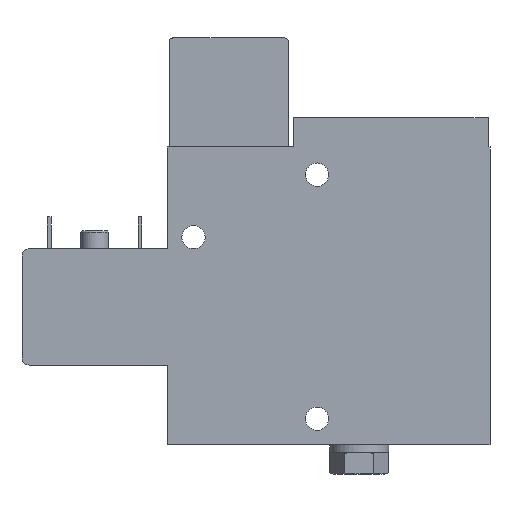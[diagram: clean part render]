
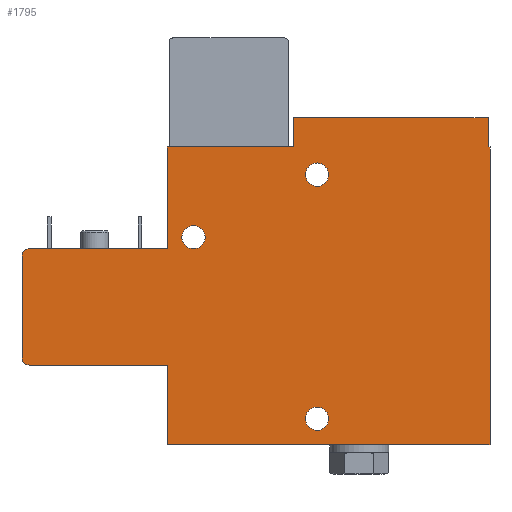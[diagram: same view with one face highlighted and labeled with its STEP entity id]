
A CAD part, left-side view. The second image highlights one B-rep face of the part: STEP entity #1795.
In plain terms, the highlighted face is planar.
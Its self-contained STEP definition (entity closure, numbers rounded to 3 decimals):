
#109=CIRCLE('',#1916,1.);
#110=CIRCLE('',#1917,1.);
#111=CIRCLE('',#1918,1.6);
#112=CIRCLE('',#1919,1.6);
#113=CIRCLE('',#1920,1.6);
#227=ORIENTED_EDGE('',*,*,#540,.F.);
#228=ORIENTED_EDGE('',*,*,#571,.F.);
#229=ORIENTED_EDGE('',*,*,#572,.F.);
#230=ORIENTED_EDGE('',*,*,#573,.F.);
#231=ORIENTED_EDGE('',*,*,#538,.F.);
#232=ORIENTED_EDGE('',*,*,#543,.F.);
#233=ORIENTED_EDGE('',*,*,#522,.F.);
#234=ORIENTED_EDGE('',*,*,#574,.F.);
#235=ORIENTED_EDGE('',*,*,#575,.F.);
#236=ORIENTED_EDGE('',*,*,#576,.F.);
#237=ORIENTED_EDGE('',*,*,#577,.F.);
#238=ORIENTED_EDGE('',*,*,#548,.F.);
#239=ORIENTED_EDGE('',*,*,#559,.F.);
#240=ORIENTED_EDGE('',*,*,#553,.F.);
#241=ORIENTED_EDGE('',*,*,#578,.F.);
#242=ORIENTED_EDGE('',*,*,#579,.F.);
#243=ORIENTED_EDGE('',*,*,#580,.F.);
#522=EDGE_CURVE('',#700,#701,#826,.T.);
#538=EDGE_CURVE('',#716,#714,#841,.T.);
#540=EDGE_CURVE('',#717,#719,#843,.T.);
#543=EDGE_CURVE('',#701,#716,#846,.T.);
#548=EDGE_CURVE('',#724,#722,#851,.T.);
#553=EDGE_CURVE('',#719,#729,#852,.T.);
#559=EDGE_CURVE('',#729,#724,#855,.T.);
#571=EDGE_CURVE('',#742,#717,#862,.T.);
#572=EDGE_CURVE('',#743,#742,#863,.T.);
#573=EDGE_CURVE('',#714,#743,#864,.T.);
#574=EDGE_CURVE('',#744,#700,#109,.T.);
#575=EDGE_CURVE('',#745,#744,#865,.T.);
#576=EDGE_CURVE('',#746,#745,#110,.T.);
#577=EDGE_CURVE('',#722,#746,#866,.T.);
#578=EDGE_CURVE('',#747,#747,#111,.T.);
#579=EDGE_CURVE('',#748,#748,#112,.T.);
#580=EDGE_CURVE('',#749,#749,#113,.T.);
#700=VERTEX_POINT('',#2487);
#701=VERTEX_POINT('',#2488);
#714=VERTEX_POINT('',#2515);
#716=VERTEX_POINT('',#2519);
#717=VERTEX_POINT('',#2523);
#719=VERTEX_POINT('',#2526);
#722=VERTEX_POINT('',#2536);
#724=VERTEX_POINT('',#2540);
#729=VERTEX_POINT('',#2552);
#742=VERTEX_POINT('',#2586);
#743=VERTEX_POINT('',#2588);
#744=VERTEX_POINT('',#2591);
#745=VERTEX_POINT('',#2593);
#746=VERTEX_POINT('',#2595);
#747=VERTEX_POINT('',#2598);
#748=VERTEX_POINT('',#2600);
#749=VERTEX_POINT('',#2602);
#826=LINE('',#2486,#914);
#841=LINE('',#2520,#929);
#843=LINE('',#2525,#931);
#846=LINE('',#2531,#934);
#851=LINE('',#2541,#939);
#852=LINE('',#2551,#940);
#855=LINE('',#2563,#943);
#862=LINE('',#2585,#950);
#863=LINE('',#2587,#951);
#864=LINE('',#2589,#952);
#865=LINE('',#2592,#953);
#866=LINE('',#2596,#954);
#914=VECTOR('',#2066,1000.);
#929=VECTOR('',#2085,1000.);
#931=VECTOR('',#2089,1000.);
#934=VECTOR('',#2094,1000.);
#939=VECTOR('',#2101,1000.);
#940=VECTOR('',#2112,1000.);
#943=VECTOR('',#2123,1000.);
#950=VECTOR('',#2144,1000.);
#951=VECTOR('',#2145,1000.);
#952=VECTOR('',#2146,1000.);
#953=VECTOR('',#2149,1000.);
#954=VECTOR('',#2152,1000.);
#1020=EDGE_LOOP('',(#227,#228,#229,#230,#231,#232,#233,#234,#235,#236,#237,
#238,#239,#240));
#1021=EDGE_LOOP('',(#241));
#1022=EDGE_LOOP('',(#242));
#1023=EDGE_LOOP('',(#243));
#1162=FACE_BOUND('',#1020,.T.);
#1163=FACE_BOUND('',#1021,.T.);
#1164=FACE_BOUND('',#1022,.T.);
#1165=FACE_BOUND('',#1023,.T.);
#1290=PLANE('',#1915);
#1795=ADVANCED_FACE('',(#1162,#1163,#1164,#1165),#1290,.F.);
#1915=AXIS2_PLACEMENT_3D('',#2584,#2142,#2143);
#1916=AXIS2_PLACEMENT_3D('',#2590,#2147,#2148);
#1917=AXIS2_PLACEMENT_3D('',#2594,#2150,#2151);
#1918=AXIS2_PLACEMENT_3D('',#2597,#2153,#2154);
#1919=AXIS2_PLACEMENT_3D('',#2599,#2155,#2156);
#1920=AXIS2_PLACEMENT_3D('',#2601,#2157,#2158);
#2066=DIRECTION('',(0.,-1.,0.));
#2085=DIRECTION('',(0.,-1.,0.));
#2089=DIRECTION('',(0.,-1.,0.));
#2094=DIRECTION('',(-1.,0.,0.));
#2101=DIRECTION('',(-1.,0.,0.));
#2112=DIRECTION('',(1.,0.,0.));
#2123=DIRECTION('',(0.,1.,0.));
#2142=DIRECTION('',(0.,0.,1.));
#2143=DIRECTION('',(1.,0.,0.));
#2144=DIRECTION('',(1.,0.,0.));
#2145=DIRECTION('',(0.,-1.,0.));
#2146=DIRECTION('',(-1.,0.,0.));
#2147=DIRECTION('',(0.,0.,1.));
#2148=DIRECTION('',(1.,0.,0.));
#2149=DIRECTION('',(-1.,0.,0.));
#2150=DIRECTION('',(0.,0.,1.));
#2151=DIRECTION('',(1.,0.,0.));
#2152=DIRECTION('',(0.,1.,0.));
#2153=DIRECTION('',(0.,0.,-1.));
#2154=DIRECTION('',(-1.,0.,0.));
#2155=DIRECTION('',(0.,0.,-1.));
#2156=DIRECTION('',(-1.,0.,0.));
#2157=DIRECTION('',(0.,0.,-1.));
#2158=DIRECTION('',(-1.,0.,0.));
#2486=CARTESIAN_POINT('',(-27.,63.4,-5.));
#2487=CARTESIAN_POINT('',(-27.,63.4,-5.));
#2488=CARTESIAN_POINT('',(-27.,44.4,-5.));
#2515=CARTESIAN_POINT('',(-41.,27.068,-5.));
#2519=CARTESIAN_POINT('',(-41.,44.4,-5.));
#2520=CARTESIAN_POINT('',(-41.,44.4,-5.));
#2523=CARTESIAN_POINT('',(-41.,0.268,-5.));
#2525=CARTESIAN_POINT('',(-41.,44.4,-5.));
#2526=CARTESIAN_POINT('',(-41.,0.,-5.));
#2531=CARTESIAN_POINT('',(0.,44.4,-5.));
#2536=CARTESIAN_POINT('',(-11.,44.4,-5.));
#2540=CARTESIAN_POINT('',(0.,44.4,-5.));
#2541=CARTESIAN_POINT('',(0.,44.4,-5.));
#2551=CARTESIAN_POINT('',(-41.,0.,-5.));
#2552=CARTESIAN_POINT('',(0.,0.,-5.));
#2563=CARTESIAN_POINT('',(0.,0.,-5.));
#2584=CARTESIAN_POINT('',(0.,0.,-5.));
#2585=CARTESIAN_POINT('',(-45.,0.268,-5.));
#2586=CARTESIAN_POINT('',(-45.,0.268,-5.));
#2587=CARTESIAN_POINT('',(-45.,27.068,-5.));
#2588=CARTESIAN_POINT('',(-45.,27.068,-5.));
#2589=CARTESIAN_POINT('',(-40.,27.068,-5.));
#2590=CARTESIAN_POINT('',(-26.,63.4,-5.));
#2591=CARTESIAN_POINT('',(-26.,64.4,-5.));
#2592=CARTESIAN_POINT('',(-12.,64.4,-5.));
#2593=CARTESIAN_POINT('',(-12.,64.4,-5.));
#2594=CARTESIAN_POINT('',(-12.,63.4,-5.));
#2595=CARTESIAN_POINT('',(-11.,63.4,-5.));
#2596=CARTESIAN_POINT('',(-11.,43.4,-5.));
#2597=CARTESIAN_POINT('',(-37.2,23.8,-5.));
#2598=CARTESIAN_POINT('',(-38.8,23.8,-5.));
#2599=CARTESIAN_POINT('',(-28.6,40.8,-5.));
#2600=CARTESIAN_POINT('',(-30.2,40.8,-5.));
#2601=CARTESIAN_POINT('',(-3.6,23.8,-5.));
#2602=CARTESIAN_POINT('',(-5.2,23.8,-5.));
